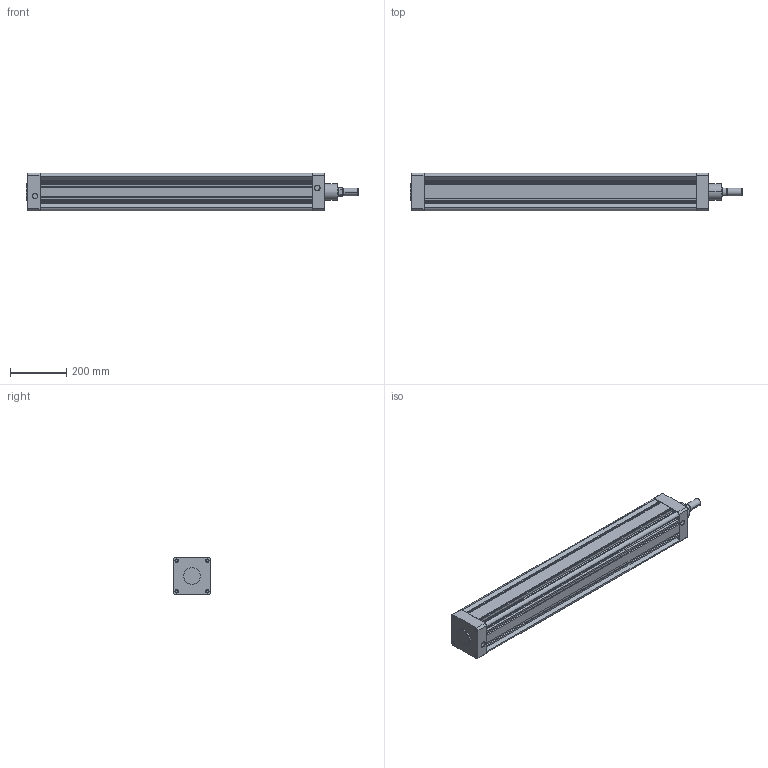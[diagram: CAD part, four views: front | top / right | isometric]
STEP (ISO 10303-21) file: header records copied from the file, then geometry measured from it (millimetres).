
FILE_DESCRIPTION (( 'STEP AP214' ), '1' );
FILE_NAME ('ISP 125-900 CYLINDER.STEP', '2010-08-04T06:47:57', ( '' ), ( '' ), 'SwSTEP 2.0', 'SolidWorks 2010', '' );
FILE_SCHEMA (( 'AUTOMOTIVE_DESIGN' ));
Length unit declared in the file: millimetre
Products named in the file (5): ISP 125  TORNA   ARKA  KAPAK; 125 BORU TASARIM 2; ISP 125   TORNA  烰  KAPAK; 125 M尳; ISP  125-900  CYLINDER
Assembly tree (4 placements, depth 2):
  ISP  125-900  CYLINDER
    ISP 125   TORNA  烰  KAPAK
    ISP 125  TORNA   ARKA  KAPAK
    125 BORU TASARIM 2
    125 M尳
Bounding box: 1185 x 134 x 134 mm (x, y, z)
Volume: 6753970 mm3; surface area: 1521211.1 mm2
Topology: 4 solids, 4 shells, 231 faces, 584 edges, 376 vertices
Faces by surface type: plane 115, cylinder 80, cone 26, torus 10
Entity records: 7436 total; most frequent: CARTESIAN_POINT 1274, DIRECTION 1246, ORIENTED_EDGE 1168, EDGE_CURVE 584, AXIS2_PLACEMENT_3D 440, VERTEX_POINT 376, LINE 366, VECTOR 366
